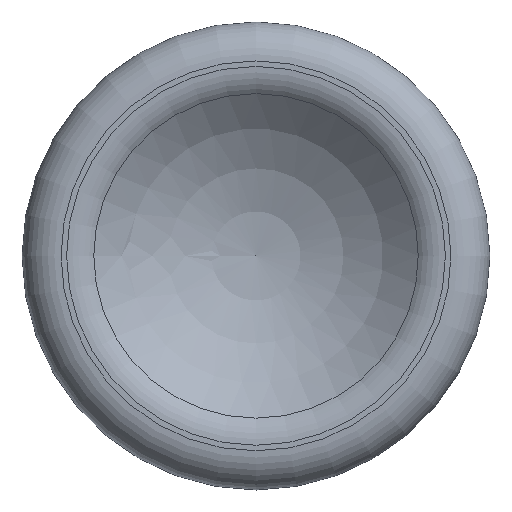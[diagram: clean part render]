
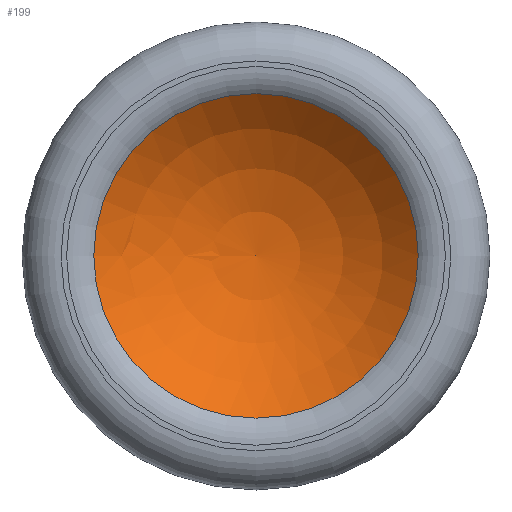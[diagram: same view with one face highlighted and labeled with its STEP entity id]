
A CAD part, top view. The second image highlights one B-rep face of the part: STEP entity #199.
In plain terms, the highlighted spherical face has radius 8.957 mm.
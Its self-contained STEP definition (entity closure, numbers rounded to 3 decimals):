
#17=SPHERICAL_SURFACE('',#232,8.957);
#26=CIRCLE('',#228,6.242);
#27=CIRCLE('',#229,6.242);
#29=CIRCLE('',#233,8.957);
#42=FACE_OUTER_BOUND('',#57,.T.);
#57=EDGE_LOOP('',(#165,#166,#167,#168));
#101=VERTEX_POINT('',#338);
#102=VERTEX_POINT('',#340);
#104=VERTEX_POINT('',#347);
#123=EDGE_CURVE('',#101,#102,#26,.T.);
#124=EDGE_CURVE('',#102,#101,#27,.T.);
#126=EDGE_CURVE('',#104,#102,#29,.T.);
#165=ORIENTED_EDGE('',*,*,#124,.F.);
#166=ORIENTED_EDGE('',*,*,#126,.F.);
#167=ORIENTED_EDGE('',*,*,#126,.T.);
#168=ORIENTED_EDGE('',*,*,#123,.F.);
#199=ADVANCED_FACE('',(#42),#17,.F.);
#228=AXIS2_PLACEMENT_3D('',#341,#276,#277);
#229=AXIS2_PLACEMENT_3D('',#342,#278,#279);
#232=AXIS2_PLACEMENT_3D('',#346,#284,#285);
#233=AXIS2_PLACEMENT_3D('',#348,#286,#287);
#276=DIRECTION('center_axis',(0.,0.,-1.));
#277=DIRECTION('ref_axis',(0.,1.,0.));
#278=DIRECTION('center_axis',(0.,0.,-1.));
#279=DIRECTION('ref_axis',(0.,1.,0.));
#284=DIRECTION('center_axis',(0.,0.,1.));
#285=DIRECTION('ref_axis',(1.,0.,0.));
#286=DIRECTION('center_axis',(0.,1.,0.));
#287=DIRECTION('ref_axis',(-1.,0.,0.));
#338=CARTESIAN_POINT('',(6.242,0.,9.576));
#340=CARTESIAN_POINT('',(-6.242,0.,9.576));
#341=CARTESIAN_POINT('Origin',(0.,0.,9.576));
#342=CARTESIAN_POINT('Origin',(0.,0.,9.576));
#346=CARTESIAN_POINT('Origin',(0.,0.,16.));
#347=CARTESIAN_POINT('',(0.,0.,7.043));
#348=CARTESIAN_POINT('Origin',(0.,0.,16.));
